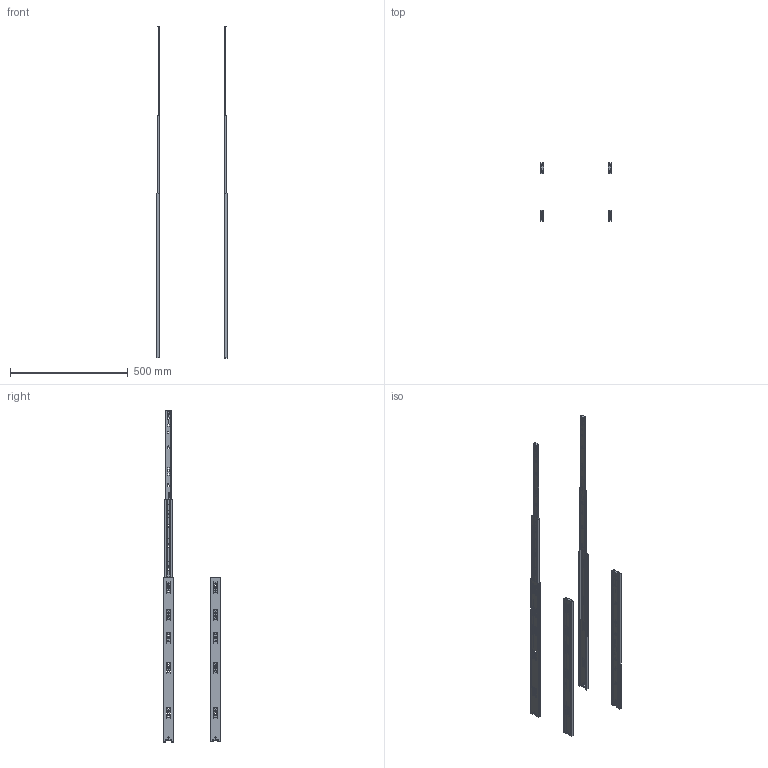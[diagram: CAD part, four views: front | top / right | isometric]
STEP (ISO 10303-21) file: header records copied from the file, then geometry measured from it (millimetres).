
FILE_DESCRIPTION((''),'2;1');
FILE_NAME('3832-0070 3d open & closed for website.stp','2012-03-26T10:14:11',('jthatch'),(''),'Autodesk Inventor 2012','Autodesk Inventor 2012','');
FILE_SCHEMA(('AUTOMOTIVE_DESIGN { 1 0 10303 214 1 1 1 1 }'));
Length unit declared in the file: millimetre
Products named in the file (4): 3832-0070 3d open & closed for website; 3832-0070 3d Outer member for website; 3832-0070 3d Intermediate member for website; 3832-0070 3d Inner member for website
Assembly tree (12 placements, depth 2):
  3832-0070 3d open & closed for website
    3832-0070 3d Outer member for website  x4
    3832-0070 3d Intermediate member for website  x4
    3832-0070 3d Inner member for website  x4
Bounding box: 300 x 245.7 x 1411 mm (x, y, z)
Volume: 567609.8 mm3; surface area: 895697.2 mm2
Topology: 12 solids, 12 shells, 1156 faces, 3512 edges, 2356 vertices
Faces by surface type: plane 796, cylinder 360
Full cylindrical faces by diameter (mm): 4.3 x4, 4.4 x24, 4.6 x16, 5.4 x4, 6.4 x20
Entity records: 10056 total; most frequent: CARTESIAN_POINT 1725, ORIENTED_EDGE 1692, DIRECTION 1668, EDGE_CURVE 846, VECTOR 634, LINE 634, VERTEX_POINT 574, AXIS2_PLACEMENT_3D 517
